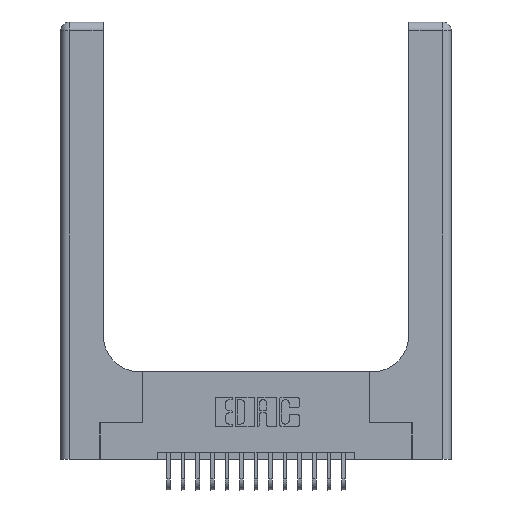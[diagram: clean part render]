
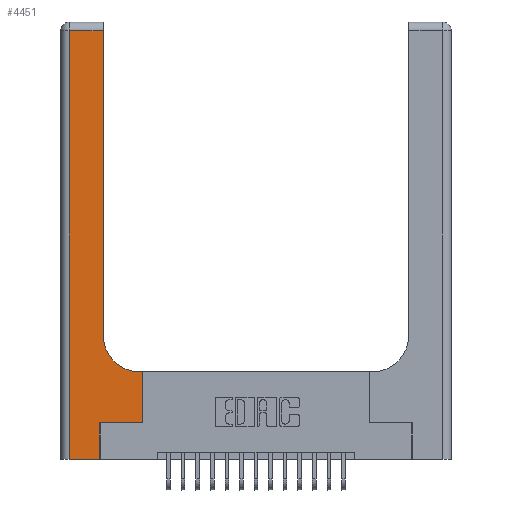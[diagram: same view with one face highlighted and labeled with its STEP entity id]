
A CAD part, top view. The second image highlights one B-rep face of the part: STEP entity #4451.
In plain terms, the highlighted planar face has unit normal (0, 0, 1).
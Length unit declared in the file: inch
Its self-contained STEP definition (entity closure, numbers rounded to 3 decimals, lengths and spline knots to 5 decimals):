
#54 = EDGE_CURVE ( 'NONE', #14969, #4196, #12224, .T. ) ;
#83 = CIRCLE ( 'NONE', #11901, 0.25 ) ;
#508 = ORIENTED_EDGE ( 'NONE', *, *, #20526, .T. ) ;
#882 = DIRECTION ( 'NONE',  ( 0., 1., 0. ) ) ;
#886 = EDGE_CURVE ( 'NONE', #8646, #14969, #3978, .T. ) ;
#1303 = ORIENTED_EDGE ( 'NONE', *, *, #4142, .T. ) ;
#1734 = DIRECTION ( 'NONE',  ( -1., 0., 0. ) ) ;
#2193 = CARTESIAN_POINT ( 'NONE',  ( 0.269, 0.25, 0.37 ) ) ;
#2386 = VERTEX_POINT ( 'NONE', #3090 ) ;
#2871 = EDGE_LOOP ( 'NONE', ( #10720, #8709, #20425, #19656, #3562, #1303, #5710, #12395, #508 ) ) ;
#3032 = VERTEX_POINT ( 'NONE', #14430 ) ;
#3090 = CARTESIAN_POINT ( 'NONE',  ( 0.2915, 0.85, 0.37 ) ) ;
#3111 = CARTESIAN_POINT ( 'NONE',  ( 0.06, 2.94, 0.37 ) ) ;
#3562 = ORIENTED_EDGE ( 'NONE', *, *, #17864, .T. ) ;
#3587 = CARTESIAN_POINT ( 'NONE',  ( 0.2915, 0.6, 0.37 ) ) ;
#3673 = CARTESIAN_POINT ( 'NONE',  ( 0.5415, 0.6, 0.37 ) ) ;
#3978 = LINE ( 'NONE', #11348, #11759 ) ;
#3998 = DIRECTION ( 'NONE',  ( 0., 1., 0. ) ) ;
#4069 = CARTESIAN_POINT ( 'NONE',  ( 0.5415, 0.85, 0.37 ) ) ;
#4142 = EDGE_CURVE ( 'NONE', #3032, #13131, #20830, .T. ) ;
#4149 = CARTESIAN_POINT ( 'NONE',  ( 0.5585, 0.25, 0.37 ) ) ;
#4154 = LINE ( 'NONE', #4149, #20845 ) ;
#4196 = VERTEX_POINT ( 'NONE', #13536 ) ;
#4225 = CARTESIAN_POINT ( 'NONE',  ( 0.2915, 2.94, 0.37 ) ) ;
#4320 = EDGE_CURVE ( 'NONE', #2386, #8646, #7660, .T. ) ;
#4451 = ADVANCED_FACE ( 'NONE', ( #5639 ), #11141, .F. ) ;
#4801 = VECTOR ( 'NONE', #14176, 39.37008 ) ;
#5639 = FACE_OUTER_BOUND ( 'NONE', #2871, .T. ) ;
#5710 = ORIENTED_EDGE ( 'NONE', *, *, #20513, .T. ) ;
#5916 = CARTESIAN_POINT ( 'NONE',  ( 0., 3., 0.37 ) ) ;
#6564 = LINE ( 'NONE', #18730, #4801 ) ;
#7337 = DIRECTION ( 'NONE',  ( 1., 0., 0. ) ) ;
#7419 = DIRECTION ( 'NONE',  ( 0., -1., 0. ) ) ;
#7660 = LINE ( 'NONE', #20249, #11383 ) ;
#8013 = LINE ( 'NONE', #14396, #13786 ) ;
#8195 = DIRECTION ( 'NONE',  ( -1., 0., 0. ) ) ;
#8646 = VERTEX_POINT ( 'NONE', #4225 ) ;
#8709 = ORIENTED_EDGE ( 'NONE', *, *, #886, .T. ) ;
#9295 = EDGE_CURVE ( 'NONE', #4196, #11857, #6564, .T. ) ;
#9400 = DIRECTION ( 'NONE',  ( 0., 0., -1. ) ) ;
#9456 = DIRECTION ( 'NONE',  ( 0., 1., 0. ) ) ;
#10168 = VECTOR ( 'NONE', #8195, 39.37008 ) ;
#10720 = ORIENTED_EDGE ( 'NONE', *, *, #4320, .T. ) ;
#11141 = PLANE ( 'NONE',  #19372 ) ;
#11348 = CARTESIAN_POINT ( 'NONE',  ( 0., 2.94, 0.37 ) ) ;
#11383 = VECTOR ( 'NONE', #882, 39.37008 ) ;
#11759 = VECTOR ( 'NONE', #1734, 39.37008 ) ;
#11857 = VERTEX_POINT ( 'NONE', #15078 ) ;
#11890 = VERTEX_POINT ( 'NONE', #3673 ) ;
#11901 = AXIS2_PLACEMENT_3D ( 'NONE', #4069, #18670, #7337 ) ;
#12224 = LINE ( 'NONE', #17050, #15509 ) ;
#12395 = ORIENTED_EDGE ( 'NONE', *, *, #19915, .T. ) ;
#13131 = VERTEX_POINT ( 'NONE', #17292 ) ;
#13536 = CARTESIAN_POINT ( 'NONE',  ( 0.06, 0., 0.37 ) ) ;
#13589 = VERTEX_POINT ( 'NONE', #18553 ) ;
#13786 = VECTOR ( 'NONE', #9456, 39.37008 ) ;
#14176 = DIRECTION ( 'NONE',  ( 1., 0., 0. ) ) ;
#14396 = CARTESIAN_POINT ( 'NONE',  ( 0.269, 0., 0.37 ) ) ;
#14430 = CARTESIAN_POINT ( 'NONE',  ( 0.269, 0.25, 0.37 ) ) ;
#14480 = LINE ( 'NONE', #3587, #10168 ) ;
#14969 = VERTEX_POINT ( 'NONE', #3111 ) ;
#15078 = CARTESIAN_POINT ( 'NONE',  ( 0.269, 0., 0.37 ) ) ;
#15509 = VECTOR ( 'NONE', #7419, 39.37008 ) ;
#16488 = VECTOR ( 'NONE', #18353, 39.37008 ) ;
#17050 = CARTESIAN_POINT ( 'NONE',  ( 0.06, 3., 0.37 ) ) ;
#17292 = CARTESIAN_POINT ( 'NONE',  ( 0.5585, 0.25, 0.37 ) ) ;
#17864 = EDGE_CURVE ( 'NONE', #11857, #3032, #8013, .T. ) ;
#18353 = DIRECTION ( 'NONE',  ( 1., 0., 0. ) ) ;
#18553 = CARTESIAN_POINT ( 'NONE',  ( 0.5585, 0.6, 0.37 ) ) ;
#18670 = DIRECTION ( 'NONE',  ( 0., 0., -1. ) ) ;
#18730 = CARTESIAN_POINT ( 'NONE',  ( 0., 0., 0.37 ) ) ;
#19372 = AXIS2_PLACEMENT_3D ( 'NONE', #5916, #9400, #20829 ) ;
#19656 = ORIENTED_EDGE ( 'NONE', *, *, #9295, .T. ) ;
#19915 = EDGE_CURVE ( 'NONE', #13589, #11890, #14480, .T. ) ;
#20249 = CARTESIAN_POINT ( 'NONE',  ( 0.2915, 3., 0.37 ) ) ;
#20425 = ORIENTED_EDGE ( 'NONE', *, *, #54, .T. ) ;
#20513 = EDGE_CURVE ( 'NONE', #13131, #13589, #4154, .T. ) ;
#20526 = EDGE_CURVE ( 'NONE', #11890, #2386, #83, .T. ) ;
#20829 = DIRECTION ( 'NONE',  ( -1., 0., 0. ) ) ;
#20830 = LINE ( 'NONE', #2193, #16488 ) ;
#20845 = VECTOR ( 'NONE', #3998, 39.37008 ) ;
